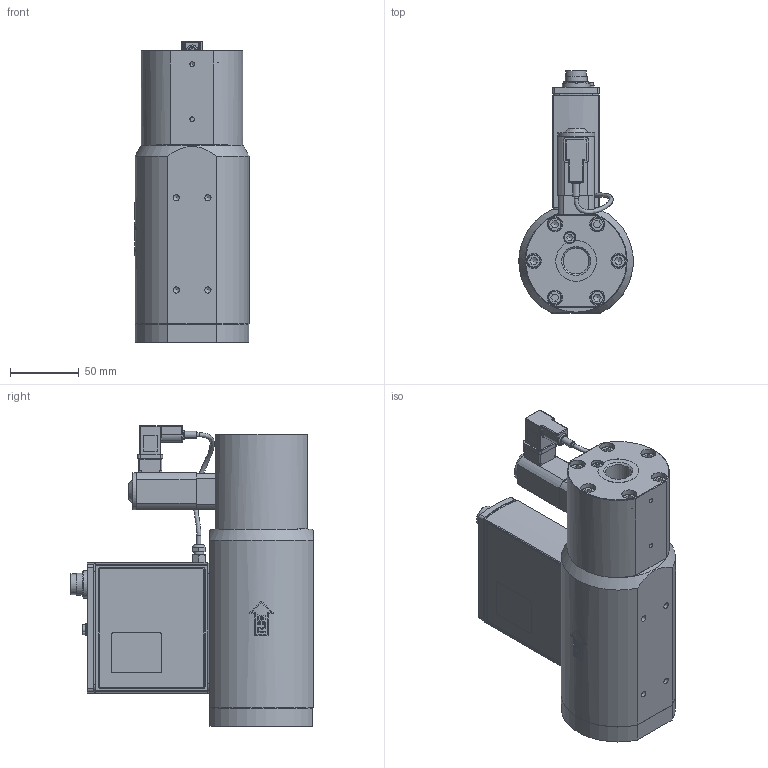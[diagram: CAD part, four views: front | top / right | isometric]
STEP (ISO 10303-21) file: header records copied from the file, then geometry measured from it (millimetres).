
FILE_DESCRIPTION(/* description */ (''),/* implementation_level */ '2;1');
FILE_NAME(/* name */ 'D-6481-Ann-00-003AI.stp',/* time_stamp */ '2023-02-20T08:45:47+01:00',/* author */ ('M-Huiskes'),/* organization */ (''),/* preprocessor_version */ 'ST-DEVELOPER v18.1',/* originating_system */ 'Autodesk Inventor 2021',/* authorisation */ '');
FILE_SCHEMA (('AUTOMOTIVE_DESIGN { 1 0 10303 214 3 1 1 }'));
Length unit declared in the file: millimetre
Products named in the file (1): Part4
Bounding box: 82.84 x 175.7 x 218.28 mm (x, y, z)
Volume: 1345435.7 mm3; surface area: 119948.9 mm2
Topology: 1 solids, 21 shells, 769 faces, 1871 edges, 1205 vertices
Faces by surface type: plane 387, cylinder 228, bspline 68, cone 41, torus 31, sphere 14
Full cylindrical faces by diameter (mm): 1 x8, 2.013 x2, 2.459 x5, 2.5 x1, 2.88 x2, 3 x6, 3.242 x2, 3.4 x4, 3.75 x2, 4 x2, 4.459 x4, 5 x1, 5.4 x1, 5.5 x3, 6 x9, 6.2 x7, 6.7 x1, 7 x1, 8.3 x1, 8.5 x1, 8.8 x1, 10 x12, 10.5 x6, 11 x6, 14.5 x1, 15 x1, 16 x2, 18 x1, 18.1 x1, 18.631 x1
Entity records: 25051 total; most frequent: CARTESIAN_POINT 6414, DIRECTION 3681, ORIENTED_EDGE 3660, EDGE_CURVE 1830, AXIS2_PLACEMENT_3D 1389, VERTEX_POINT 1205, LINE 903, VECTOR 903
